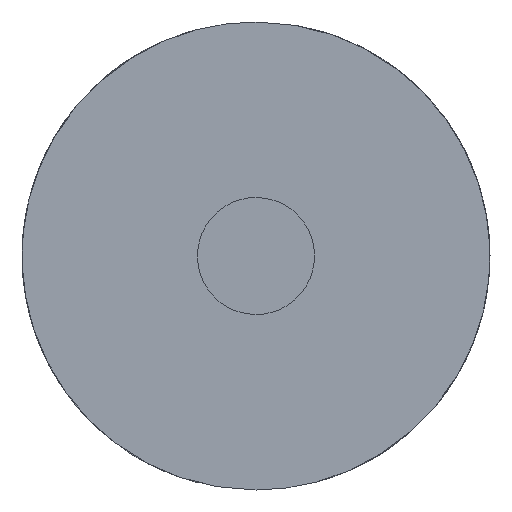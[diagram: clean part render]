
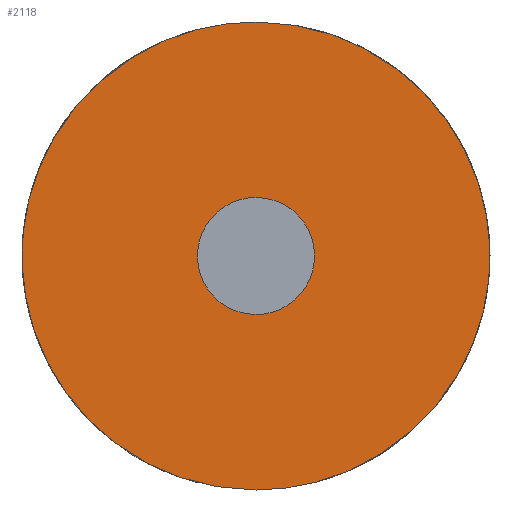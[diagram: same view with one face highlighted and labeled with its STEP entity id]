
A CAD part, left-side view. The second image highlights one B-rep face of the part: STEP entity #2118.
In plain terms, the highlighted free-form (B-spline) face has degree [1, 1] with [2, 2] control points.
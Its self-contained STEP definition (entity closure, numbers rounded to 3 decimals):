
#82 = VERTEX_POINT('',#83);
#83 = CARTESIAN_POINT('',(-9.306,0.,
    2.538));
#88 = EDGE_CURVE('',#89,#82,#91,.T.);
#89 = VERTEX_POINT('',#90);
#90 = CARTESIAN_POINT('',(-9.306,0.,-2.538));
#91 = ( BOUNDED_CURVE() B_SPLINE_CURVE(2,(#92,#93,#94,#95,#96),
.UNSPECIFIED.,.F.,.F.) B_SPLINE_CURVE_WITH_KNOTS((3,2,3),(0.,
1.571,3.142),.PIECEWISE_BEZIER_KNOTS.) CURVE() 
GEOMETRIC_REPRESENTATION_ITEM() RATIONAL_B_SPLINE_CURVE((1.,
0.707,1.,0.707,1.)) REPRESENTATION_ITEM('') );
#92 = CARTESIAN_POINT('',(-9.306,0.,-2.538));
#93 = CARTESIAN_POINT('',(-9.306,2.538,-2.538)
  );
#94 = CARTESIAN_POINT('',(-9.306,2.538,
    0.));
#95 = CARTESIAN_POINT('',(-9.306,2.538,2.538)
  );
#96 = CARTESIAN_POINT('',(-9.306,0.,
    2.538));
#1528 = EDGE_CURVE('',#1529,#1531,#1533,.T.);
#1529 = VERTEX_POINT('',#1530);
#1530 = CARTESIAN_POINT('',(-9.306,0.,-10.152));
#1531 = VERTEX_POINT('',#1532);
#1532 = CARTESIAN_POINT('',(-9.306,0.,
    10.152));
#1533 = ( BOUNDED_CURVE() B_SPLINE_CURVE(2,(#1534,#1535,#1536,#1537,
#1538),.UNSPECIFIED.,.F.,.F.) B_SPLINE_CURVE_WITH_KNOTS((3,2,3),(0.,
1.571,3.142),.PIECEWISE_BEZIER_KNOTS.) CURVE() 
GEOMETRIC_REPRESENTATION_ITEM() RATIONAL_B_SPLINE_CURVE((1.,
0.707,1.,0.707,1.)) REPRESENTATION_ITEM('') );
#1534 = CARTESIAN_POINT('',(-9.306,0.,-10.152));
#1535 = CARTESIAN_POINT('',(-9.306,10.152,
    -10.152));
#1536 = CARTESIAN_POINT('',(-9.306,10.152,
    0.));
#1537 = CARTESIAN_POINT('',(-9.306,10.152,
    10.152));
#1538 = CARTESIAN_POINT('',(-9.306,0.,
    10.152));
#1577 = EDGE_CURVE('',#1531,#1529,#1578,.T.);
#1578 = ( BOUNDED_CURVE() B_SPLINE_CURVE(2,(#1579,#1580,#1581,#1582,
#1583),.UNSPECIFIED.,.F.,.F.) B_SPLINE_CURVE_WITH_KNOTS((3,2,3),(
    3.142,4.712,6.283),
.PIECEWISE_BEZIER_KNOTS.) CURVE() GEOMETRIC_REPRESENTATION_ITEM() 
RATIONAL_B_SPLINE_CURVE((1.,0.707,1.,0.707,1.)) 
REPRESENTATION_ITEM('') );
#1579 = CARTESIAN_POINT('',(-9.306,0.,
    10.152));
#1580 = CARTESIAN_POINT('',(-9.306,-10.152,
    10.152));
#1581 = CARTESIAN_POINT('',(-9.306,-10.152,
    0.));
#1582 = CARTESIAN_POINT('',(-9.306,-10.152,
    -10.152));
#1583 = CARTESIAN_POINT('',(-9.306,0.,
    -10.152));
#2034 = EDGE_CURVE('',#82,#89,#2035,.T.);
#2035 = ( BOUNDED_CURVE() B_SPLINE_CURVE(2,(#2036,#2037,#2038,#2039,
#2040),.UNSPECIFIED.,.F.,.F.) B_SPLINE_CURVE_WITH_KNOTS((3,2,3),(
    3.142,4.712,6.283),
.PIECEWISE_BEZIER_KNOTS.) CURVE() GEOMETRIC_REPRESENTATION_ITEM() 
RATIONAL_B_SPLINE_CURVE((1.,0.707,1.,0.707,1.)) 
REPRESENTATION_ITEM('') );
#2036 = CARTESIAN_POINT('',(-9.306,0.,
    2.538));
#2037 = CARTESIAN_POINT('',(-9.306,-2.538,
    2.538));
#2038 = CARTESIAN_POINT('',(-9.306,-2.538,
    0.));
#2039 = CARTESIAN_POINT('',(-9.306,-2.538,
    -2.538));
#2040 = CARTESIAN_POINT('',(-9.306,0.,
    -2.538));
#2118 = ADVANCED_FACE('',(#2119,#2123),#2127,.F.);
#2119 = FACE_BOUND('',#2120,.T.);
#2120 = EDGE_LOOP('',(#2121,#2122));
#2121 = ORIENTED_EDGE('',*,*,#1528,.F.);
#2122 = ORIENTED_EDGE('',*,*,#1577,.F.);
#2123 = FACE_BOUND('',#2124,.T.);
#2124 = EDGE_LOOP('',(#2125,#2126));
#2125 = ORIENTED_EDGE('',*,*,#88,.T.);
#2126 = ORIENTED_EDGE('',*,*,#2034,.T.);
#2127 = B_SPLINE_SURFACE_WITH_KNOTS('',1,1,(
    (#2128,#2129)
    ,(#2130,#2131
    )),.UNSPECIFIED.,.F.,.F.,.F.,(2,2),(2,2),(-12.,12.),(-12.,12.),
  .PIECEWISE_BEZIER_KNOTS.);
#2128 = CARTESIAN_POINT('',(-9.306,-10.152,
    10.152));
#2129 = CARTESIAN_POINT('',(-9.306,10.152,
    10.152));
#2130 = CARTESIAN_POINT('',(-9.306,-10.152,
    -10.152));
#2131 = CARTESIAN_POINT('',(-9.306,10.152,
    -10.152));
